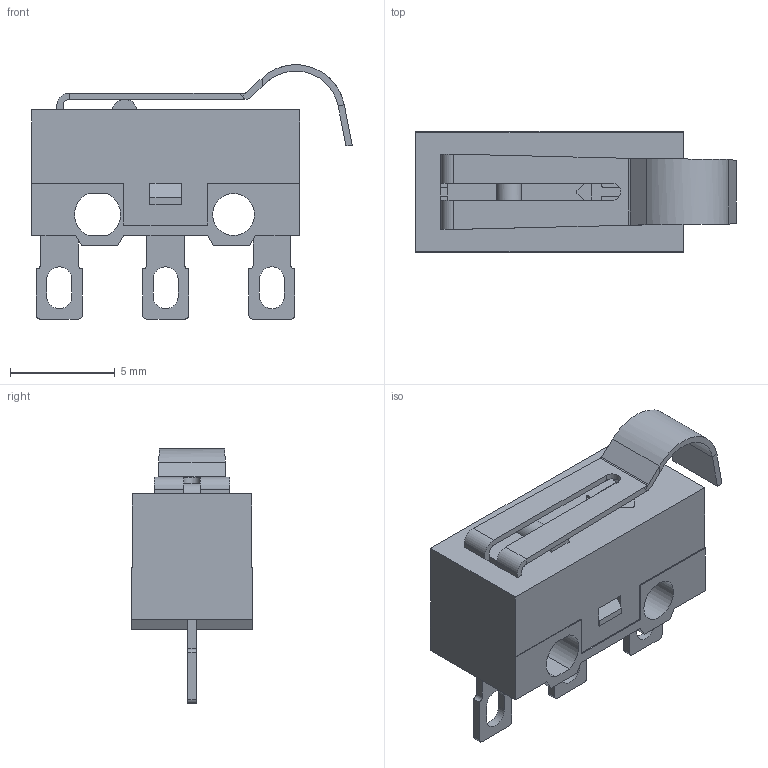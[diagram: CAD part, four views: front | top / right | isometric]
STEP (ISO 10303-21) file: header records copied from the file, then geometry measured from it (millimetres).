
FILE_DESCRIPTION((' '),'2;1');
FILE_NAME('SS075xx03FxxxS1A.stp','2017-07-21T11:19:01',(' '),(' '),' ','ACIS',' ');
FILE_SCHEMA(('CONFIG_CONTROL_DESIGN'));
Length unit declared in the file: inch
Products named in the file (1): SS075xx03FxxxS1A.stp
Bounding box: 15.32 x 5.8 x 12.16 mm (x, y, z)
Volume: 266.2 mm3; surface area: 849.6 mm2
Topology: 1 solids, 1 shells, 223 faces, 596 edges, 386 vertices
Faces by surface type: plane 178, cylinder 45
Full cylindrical faces by diameter (mm): 2 x1
Entity records: 6996 total; most frequent: CARTESIAN_POINT 1207, ORIENTED_EDGE 1194, DIRECTION 1141, EDGE_CURVE 597, VECTOR 501, LINE 501, VERTEX_POINT 386, AXIS2_PLACEMENT_3D 320
